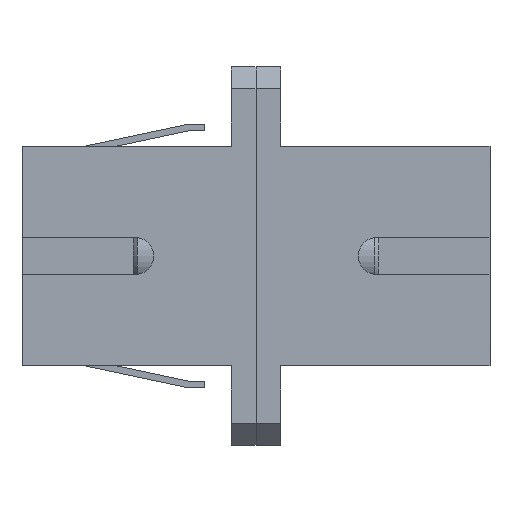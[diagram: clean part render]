
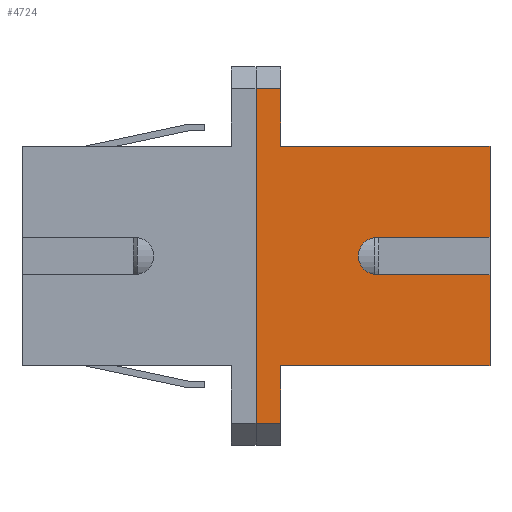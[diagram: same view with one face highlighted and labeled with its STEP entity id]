
A CAD part, left-side view. The second image highlights one B-rep face of the part: STEP entity #4724.
In plain terms, the highlighted planar face has unit normal (-1, 0, 0).
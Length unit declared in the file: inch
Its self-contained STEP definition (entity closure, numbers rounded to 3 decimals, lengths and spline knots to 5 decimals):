
#62 = LINE ( 'NONE', #5684, #5087 ) ;
#73 = VERTEX_POINT ( 'NONE', #1898 ) ;
#187 = LINE ( 'NONE', #2263, #4627 ) ;
#265 = LINE ( 'NONE', #7222, #2944 ) ;
#292 = EDGE_CURVE ( 'NONE', #5407, #8026, #4752, .T. ) ;
#310 = CARTESIAN_POINT ( 'NONE',  ( -0.18268, -0.05709, 0.38406 ) ) ;
#316 = DIRECTION ( 'NONE',  ( 0., 0., 1. ) ) ;
#420 = EDGE_CURVE ( 'NONE', #1530, #7436, #265, .T. ) ;
#463 = AXIS2_PLACEMENT_3D ( 'NONE', #1650, #2969, #7495 ) ;
#502 = VECTOR ( 'NONE', #4981, 39.37008 ) ;
#660 = VERTEX_POINT ( 'NONE', #7832 ) ;
#696 = DIRECTION ( 'NONE',  ( 0., -1., 0. ) ) ;
#907 = AXIS2_PLACEMENT_3D ( 'NONE', #1918, #6329, #2496 ) ;
#1043 = EDGE_CURVE ( 'NONE', #7679, #73, #187, .T. ) ;
#1225 = CARTESIAN_POINT ( 'NONE',  ( -0.18268, -0.53709, 0.25197 ) ) ;
#1279 = CARTESIAN_POINT ( 'NONE',  ( -0.18268, -0.53709, 0.0425 ) ) ;
#1460 = DIRECTION ( 'NONE',  ( 0., 1., 0. ) ) ;
#1503 = VERTEX_POINT ( 'NONE', #6991 ) ;
#1530 = VERTEX_POINT ( 'NONE', #2519 ) ;
#1650 = CARTESIAN_POINT ( 'NONE',  ( -0.18268, -0.27759, 0. ) ) ;
#1898 = CARTESIAN_POINT ( 'NONE',  ( -0.18268, -0.53709, 0.25197 ) ) ;
#1912 = CARTESIAN_POINT ( 'NONE',  ( -0.18268, -0.05709, 0.38406 ) ) ;
#1916 = ORIENTED_EDGE ( 'NONE', *, *, #3239, .T. ) ;
#1918 = CARTESIAN_POINT ( 'NONE',  ( -0.18268, 0.05709, 0.38406 ) ) ;
#2263 = CARTESIAN_POINT ( 'NONE',  ( -0.18268, -0.53709, -0.25197 ) ) ;
#2375 = EDGE_CURVE ( 'NONE', #1503, #7847, #2958, .T. ) ;
#2412 = CARTESIAN_POINT ( 'NONE',  ( -0.18268, -0.27759, 0.0425 ) ) ;
#2496 = DIRECTION ( 'NONE',  ( 0., 0., -1. ) ) ;
#2519 = CARTESIAN_POINT ( 'NONE',  ( -0.18268, -0.53709, -0.25197 ) ) ;
#2661 = DIRECTION ( 'NONE',  ( 0., 1., 0. ) ) ;
#2666 = ORIENTED_EDGE ( 'NONE', *, *, #1043, .T. ) ;
#2944 = VECTOR ( 'NONE', #1460, 39.37008 ) ;
#2958 = LINE ( 'NONE', #7986, #4665 ) ;
#2969 = DIRECTION ( 'NONE',  ( 1., 0., 0. ) ) ;
#3090 = LINE ( 'NONE', #1225, #502 ) ;
#3239 = EDGE_CURVE ( 'NONE', #3656, #7679, #62, .T. ) ;
#3241 = CARTESIAN_POINT ( 'NONE',  ( -0.18268, -0.05709, -0.38406 ) ) ;
#3407 = CARTESIAN_POINT ( 'NONE',  ( -0.18268, 0.05709, -0.38406 ) ) ;
#3409 = ORIENTED_EDGE ( 'NONE', *, *, #4493, .T. ) ;
#3497 = VERTEX_POINT ( 'NONE', #310 ) ;
#3528 = LINE ( 'NONE', #4182, #4064 ) ;
#3557 = ORIENTED_EDGE ( 'NONE', *, *, #292, .T. ) ;
#3656 = VERTEX_POINT ( 'NONE', #2412 ) ;
#3789 = CARTESIAN_POINT ( 'NONE',  ( -0.18268, -0.05709, 0.38406 ) ) ;
#3901 = CARTESIAN_POINT ( 'NONE',  ( -0.18268, -0.05709, -0.25197 ) ) ;
#4064 = VECTOR ( 'NONE', #4834, 39.37008 ) ;
#4092 = ORIENTED_EDGE ( 'NONE', *, *, #5936, .T. ) ;
#4182 = CARTESIAN_POINT ( 'NONE',  ( -0.18268, -0.53709, -0.25197 ) ) ;
#4421 = FACE_OUTER_BOUND ( 'NONE', #5645, .T. ) ;
#4493 = EDGE_CURVE ( 'NONE', #73, #660, #3090, .T. ) ;
#4523 = ORIENTED_EDGE ( 'NONE', *, *, #2375, .F. ) ;
#4550 = ORIENTED_EDGE ( 'NONE', *, *, #8051, .T. ) ;
#4627 = VECTOR ( 'NONE', #4766, 39.37008 ) ;
#4665 = VECTOR ( 'NONE', #316, 39.37008 ) ;
#4724 = ADVANCED_FACE ( 'NONE', ( #4421 ), #5124, .F. ) ;
#4737 = ORIENTED_EDGE ( 'NONE', *, *, #7345, .T. ) ;
#4752 = LINE ( 'NONE', #5933, #5358 ) ;
#4766 = DIRECTION ( 'NONE',  ( 0., 0., 1. ) ) ;
#4834 = DIRECTION ( 'NONE',  ( 0., 0., 1. ) ) ;
#4981 = DIRECTION ( 'NONE',  ( 0., 1., 0. ) ) ;
#5011 = VECTOR ( 'NONE', #6601, 39.37008 ) ;
#5024 = VECTOR ( 'NONE', #696, 39.37008 ) ;
#5052 = VERTEX_POINT ( 'NONE', #3241 ) ;
#5087 = VECTOR ( 'NONE', #6470, 39.37008 ) ;
#5124 = PLANE ( 'NONE',  #907 ) ;
#5227 = EDGE_CURVE ( 'NONE', #8026, #3656, #6646, .T. ) ;
#5319 = ORIENTED_EDGE ( 'NONE', *, *, #5227, .T. ) ;
#5358 = VECTOR ( 'NONE', #2661, 39.37008 ) ;
#5407 = VERTEX_POINT ( 'NONE', #6559 ) ;
#5419 = EDGE_CURVE ( 'NONE', #7847, #3497, #7189, .T. ) ;
#5514 = CARTESIAN_POINT ( 'NONE',  ( -0.18268, -0.27759, -0.0425 ) ) ;
#5634 = ORIENTED_EDGE ( 'NONE', *, *, #7580, .T. ) ;
#5645 = EDGE_LOOP ( 'NONE', ( #4523, #4092, #4737, #6997, #5634, #3557, #5319, #1916, #2666, #3409, #4550, #6564 ) ) ;
#5684 = CARTESIAN_POINT ( 'NONE',  ( -0.18268, -0.27759, 0.0425 ) ) ;
#5883 = LINE ( 'NONE', #3407, #5024 ) ;
#5933 = CARTESIAN_POINT ( 'NONE',  ( -0.18268, -0.27759, -0.0425 ) ) ;
#5936 = EDGE_CURVE ( 'NONE', #1503, #5052, #5883, .T. ) ;
#5969 = VECTOR ( 'NONE', #6288, 39.37008 ) ;
#6288 = DIRECTION ( 'NONE',  ( 0., 0., 1. ) ) ;
#6329 = DIRECTION ( 'NONE',  ( 1., 0., 0. ) ) ;
#6470 = DIRECTION ( 'NONE',  ( 0., -1., 0. ) ) ;
#6513 = VECTOR ( 'NONE', #7044, 39.37008 ) ;
#6559 = CARTESIAN_POINT ( 'NONE',  ( -0.18268, -0.53709, -0.0425 ) ) ;
#6564 = ORIENTED_EDGE ( 'NONE', *, *, #5419, .F. ) ;
#6601 = DIRECTION ( 'NONE',  ( 0., -1., 0. ) ) ;
#6646 = CIRCLE ( 'NONE', #463, 0.0425 ) ;
#6991 = CARTESIAN_POINT ( 'NONE',  ( -0.18268, 0., -0.38406 ) ) ;
#6997 = ORIENTED_EDGE ( 'NONE', *, *, #420, .F. ) ;
#7044 = DIRECTION ( 'NONE',  ( 0., 0., 1. ) ) ;
#7189 = LINE ( 'NONE', #7985, #5011 ) ;
#7222 = CARTESIAN_POINT ( 'NONE',  ( -0.18268, -0.53709, -0.25197 ) ) ;
#7345 = EDGE_CURVE ( 'NONE', #5052, #7436, #7676, .T. ) ;
#7436 = VERTEX_POINT ( 'NONE', #3901 ) ;
#7484 = LINE ( 'NONE', #3789, #5969 ) ;
#7495 = DIRECTION ( 'NONE',  ( 0., 0., -1. ) ) ;
#7574 = CARTESIAN_POINT ( 'NONE',  ( -0.18268, 0., 0.38406 ) ) ;
#7580 = EDGE_CURVE ( 'NONE', #1530, #5407, #3528, .T. ) ;
#7676 = LINE ( 'NONE', #1912, #6513 ) ;
#7679 = VERTEX_POINT ( 'NONE', #1279 ) ;
#7832 = CARTESIAN_POINT ( 'NONE',  ( -0.18268, -0.05709, 0.25197 ) ) ;
#7847 = VERTEX_POINT ( 'NONE', #7574 ) ;
#7985 = CARTESIAN_POINT ( 'NONE',  ( -0.18268, 0.05709, 0.38406 ) ) ;
#7986 = CARTESIAN_POINT ( 'NONE',  ( -0.18268, 0., 0.38406 ) ) ;
#8026 = VERTEX_POINT ( 'NONE', #5514 ) ;
#8051 = EDGE_CURVE ( 'NONE', #660, #3497, #7484, .T. ) ;
